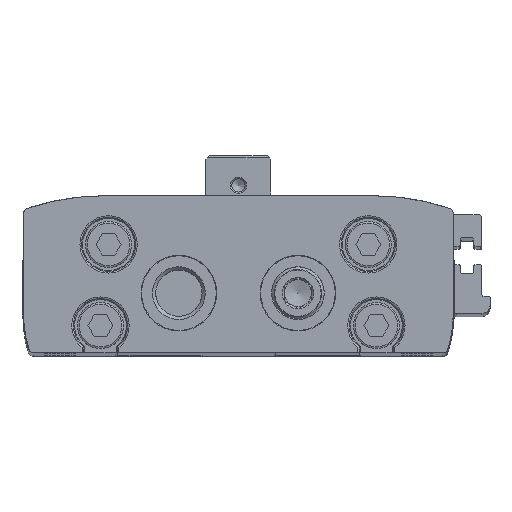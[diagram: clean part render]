
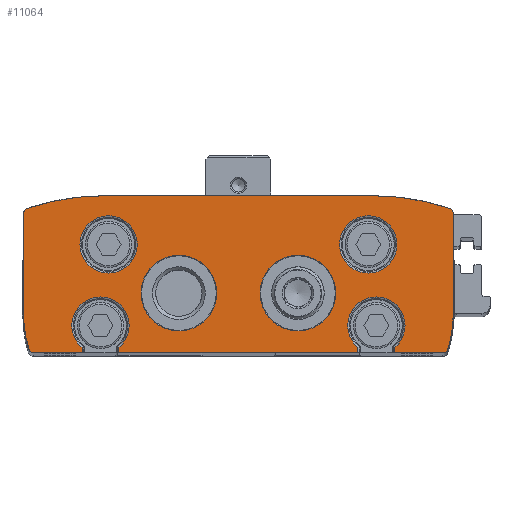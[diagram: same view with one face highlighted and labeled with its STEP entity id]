
A CAD part, top view. The second image highlights one B-rep face of the part: STEP entity #11064.
In plain terms, the highlighted planar face has unit normal (0, 0, 1).
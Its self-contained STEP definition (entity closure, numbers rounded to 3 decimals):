
#551=LINE('',#17110,#1469);
#560=LINE('',#17138,#1478);
#561=LINE('',#17146,#1479);
#570=LINE('',#17174,#1488);
#571=LINE('',#17177,#1489);
#572=LINE('',#17179,#1490);
#573=LINE('',#17185,#1491);
#574=LINE('',#17191,#1492);
#575=LINE('',#17197,#1493);
#576=LINE('',#17203,#1494);
#1469=VECTOR('',#13472,1000.);
#1478=VECTOR('',#13491,1000.);
#1479=VECTOR('',#13494,1000.);
#1488=VECTOR('',#13513,1000.);
#1489=VECTOR('',#13518,1000.);
#1490=VECTOR('',#13521,1000.);
#1491=VECTOR('',#13526,1000.);
#1492=VECTOR('',#13531,1000.);
#1493=VECTOR('',#13536,1000.);
#1494=VECTOR('',#13541,1000.);
#2480=ORIENTED_EDGE('',*,*,#5569,.F.);
#2481=ORIENTED_EDGE('',*,*,#5554,.T.);
#2482=ORIENTED_EDGE('',*,*,#5570,.T.);
#2483=ORIENTED_EDGE('',*,*,#5556,.F.);
#2484=ORIENTED_EDGE('',*,*,#5571,.F.);
#2485=ORIENTED_EDGE('',*,*,#5568,.T.);
#2486=ORIENTED_EDGE('',*,*,#5572,.T.);
#2487=ORIENTED_EDGE('',*,*,#5573,.T.);
#2488=ORIENTED_EDGE('',*,*,#5574,.T.);
#2489=ORIENTED_EDGE('',*,*,#5575,.T.);
#2490=ORIENTED_EDGE('',*,*,#5576,.T.);
#2491=ORIENTED_EDGE('',*,*,#5577,.T.);
#2492=ORIENTED_EDGE('',*,*,#5578,.T.);
#2493=ORIENTED_EDGE('',*,*,#5579,.T.);
#2494=ORIENTED_EDGE('',*,*,#5580,.T.);
#2495=ORIENTED_EDGE('',*,*,#5581,.T.);
#2496=ORIENTED_EDGE('',*,*,#5582,.T.);
#2497=ORIENTED_EDGE('',*,*,#5583,.T.);
#2498=ORIENTED_EDGE('',*,*,#5584,.T.);
#2499=ORIENTED_EDGE('',*,*,#5542,.F.);
#2500=ORIENTED_EDGE('',*,*,#5585,.F.);
#2501=ORIENTED_EDGE('',*,*,#5586,.F.);
#2502=ORIENTED_EDGE('',*,*,#5587,.F.);
#2503=ORIENTED_EDGE('',*,*,#5588,.F.);
#5542=EDGE_CURVE('',#7086,#7088,#551,.T.);
#5554=EDGE_CURVE('',#7096,#7097,#560,.T.);
#5556=EDGE_CURVE('',#7098,#7100,#561,.T.);
#5568=EDGE_CURVE('',#7108,#7109,#570,.T.);
#5569=EDGE_CURVE('',#7096,#7086,#8140,.T.);
#5570=EDGE_CURVE('',#7097,#7100,#571,.T.);
#5571=EDGE_CURVE('',#7108,#7098,#8141,.T.);
#5572=EDGE_CURVE('',#7109,#7110,#572,.T.);
#5573=EDGE_CURVE('',#7110,#7111,#8142,.T.);
#5574=EDGE_CURVE('',#7111,#7112,#8143,.T.);
#5575=EDGE_CURVE('',#7112,#7113,#573,.T.);
#5576=EDGE_CURVE('',#7113,#7114,#8144,.T.);
#5577=EDGE_CURVE('',#7114,#7115,#8145,.T.);
#5578=EDGE_CURVE('',#7115,#7116,#574,.T.);
#5579=EDGE_CURVE('',#7116,#7117,#8146,.T.);
#5580=EDGE_CURVE('',#7117,#7118,#8147,.T.);
#5581=EDGE_CURVE('',#7118,#7119,#575,.T.);
#5582=EDGE_CURVE('',#7119,#7120,#8148,.T.);
#5583=EDGE_CURVE('',#7120,#7121,#8149,.T.);
#5584=EDGE_CURVE('',#7121,#7088,#576,.T.);
#5585=EDGE_CURVE('',#7122,#7122,#8150,.T.);
#5586=EDGE_CURVE('',#7123,#7123,#8151,.T.);
#5587=EDGE_CURVE('',#7124,#7124,#8152,.T.);
#5588=EDGE_CURVE('',#7125,#7125,#8153,.T.);
#7086=VERTEX_POINT('',#17108);
#7088=VERTEX_POINT('',#17111);
#7096=VERTEX_POINT('',#17135);
#7097=VERTEX_POINT('',#17137);
#7098=VERTEX_POINT('',#17144);
#7100=VERTEX_POINT('',#17147);
#7108=VERTEX_POINT('',#17171);
#7109=VERTEX_POINT('',#17173);
#7110=VERTEX_POINT('',#17180);
#7111=VERTEX_POINT('',#17182);
#7112=VERTEX_POINT('',#17184);
#7113=VERTEX_POINT('',#17186);
#7114=VERTEX_POINT('',#17188);
#7115=VERTEX_POINT('',#17190);
#7116=VERTEX_POINT('',#17192);
#7117=VERTEX_POINT('',#17194);
#7118=VERTEX_POINT('',#17196);
#7119=VERTEX_POINT('',#17198);
#7120=VERTEX_POINT('',#17200);
#7121=VERTEX_POINT('',#17202);
#7122=VERTEX_POINT('',#17205);
#7123=VERTEX_POINT('',#17207);
#7124=VERTEX_POINT('',#17209);
#7125=VERTEX_POINT('',#17211);
#8140=CIRCLE('',#12038,5.3);
#8141=CIRCLE('',#12039,5.3);
#8142=CIRCLE('',#12040,1.);
#8143=CIRCLE('',#12041,21.);
#8144=CIRCLE('',#12042,1.);
#8145=CIRCLE('',#12043,45.);
#8146=CIRCLE('',#12044,45.);
#8147=CIRCLE('',#12045,1.);
#8148=CIRCLE('',#12046,21.);
#8149=CIRCLE('',#12047,1.);
#8150=CIRCLE('',#12048,5.3);
#8151=CIRCLE('',#12049,5.3);
#8152=CIRCLE('',#12050,7.);
#8153=CIRCLE('',#12051,7.);
#8722=EDGE_LOOP('',(#2480,#2481,#2482,#2483,#2484,#2485,#2486,#2487,#2488,
#2489,#2490,#2491,#2492,#2493,#2494,#2495,#2496,#2497,#2498,#2499));
#8723=EDGE_LOOP('',(#2500));
#8724=EDGE_LOOP('',(#2501));
#8725=EDGE_LOOP('',(#2502));
#8726=EDGE_LOOP('',(#2503));
#9724=FACE_BOUND('',#8722,.T.);
#9725=FACE_BOUND('',#8723,.T.);
#9726=FACE_BOUND('',#8724,.T.);
#9727=FACE_BOUND('',#8725,.T.);
#9728=FACE_BOUND('',#8726,.T.);
#10706=PLANE('',#12037);
#11064=ADVANCED_FACE('',(#9724,#9725,#9726,#9727,#9728),#10706,.T.);
#12037=AXIS2_PLACEMENT_3D('',#17175,#13514,#13515);
#12038=AXIS2_PLACEMENT_3D('',#17176,#13516,#13517);
#12039=AXIS2_PLACEMENT_3D('',#17178,#13519,#13520);
#12040=AXIS2_PLACEMENT_3D('',#17181,#13522,#13523);
#12041=AXIS2_PLACEMENT_3D('',#17183,#13524,#13525);
#12042=AXIS2_PLACEMENT_3D('',#17187,#13527,#13528);
#12043=AXIS2_PLACEMENT_3D('',#17189,#13529,#13530);
#12044=AXIS2_PLACEMENT_3D('',#17193,#13532,#13533);
#12045=AXIS2_PLACEMENT_3D('',#17195,#13534,#13535);
#12046=AXIS2_PLACEMENT_3D('',#17199,#13537,#13538);
#12047=AXIS2_PLACEMENT_3D('',#17201,#13539,#13540);
#12048=AXIS2_PLACEMENT_3D('',#17204,#13542,#13543);
#12049=AXIS2_PLACEMENT_3D('',#17206,#13544,#13545);
#12050=AXIS2_PLACEMENT_3D('',#17208,#13546,#13547);
#12051=AXIS2_PLACEMENT_3D('',#17210,#13548,#13549);
#13472=DIRECTION('',(0.,-1.,0.));
#13491=DIRECTION('',(0.,-1.,0.));
#13494=DIRECTION('',(0.,-1.,0.));
#13513=DIRECTION('',(0.,-1.,0.));
#13514=DIRECTION('',(0.,0.,1.));
#13515=DIRECTION('',(1.,0.,0.));
#13516=DIRECTION('',(0.,0.,1.));
#13517=DIRECTION('',(1.,0.,0.));
#13518=DIRECTION('',(1.,0.,0.));
#13519=DIRECTION('',(0.,0.,1.));
#13520=DIRECTION('',(1.,0.,0.));
#13521=DIRECTION('',(1.,0.,0.));
#13522=DIRECTION('',(0.,0.,1.));
#13523=DIRECTION('',(1.,0.,0.));
#13524=DIRECTION('',(0.,0.,1.));
#13525=DIRECTION('',(1.,0.,0.));
#13526=DIRECTION('',(0.,1.,0.));
#13527=DIRECTION('',(0.,0.,1.));
#13528=DIRECTION('',(1.,0.,0.));
#13529=DIRECTION('',(0.,0.,1.));
#13530=DIRECTION('',(1.,0.,0.));
#13531=DIRECTION('',(-1.,0.,0.));
#13532=DIRECTION('',(0.,0.,1.));
#13533=DIRECTION('',(1.,0.,0.));
#13534=DIRECTION('',(0.,0.,1.));
#13535=DIRECTION('',(1.,0.,0.));
#13536=DIRECTION('',(0.,-1.,0.));
#13537=DIRECTION('',(0.,0.,1.));
#13538=DIRECTION('',(1.,0.,0.));
#13539=DIRECTION('',(0.,0.,1.));
#13540=DIRECTION('',(1.,0.,0.));
#13541=DIRECTION('',(1.,0.,0.));
#13542=DIRECTION('',(0.,0.,1.));
#13543=DIRECTION('',(1.,0.,0.));
#13544=DIRECTION('',(0.,0.,1.));
#13545=DIRECTION('',(1.,0.,0.));
#13546=DIRECTION('',(0.,0.,1.));
#13547=DIRECTION('',(1.,0.,0.));
#13548=DIRECTION('',(0.,0.,1.));
#13549=DIRECTION('',(1.,0.,0.));
#17108=CARTESIAN_POINT('',(-28.9,0.934,200.));
#17110=CARTESIAN_POINT('',(-28.9,5.,200.));
#17111=CARTESIAN_POINT('',(-28.9,0.,200.));
#17135=CARTESIAN_POINT('',(-22.1,0.934,200.));
#17137=CARTESIAN_POINT('',(-22.1,0.,200.));
#17138=CARTESIAN_POINT('',(-22.1,5.,200.));
#17144=CARTESIAN_POINT('',(22.1,0.934,200.));
#17146=CARTESIAN_POINT('',(22.1,5.,200.));
#17147=CARTESIAN_POINT('',(22.1,0.,200.));
#17171=CARTESIAN_POINT('',(28.9,0.934,200.));
#17173=CARTESIAN_POINT('',(28.9,0.,200.));
#17174=CARTESIAN_POINT('',(28.9,5.,200.));
#17175=CARTESIAN_POINT('',(-18.7,7.,200.));
#17176=CARTESIAN_POINT('',(-25.5,5.,200.));
#17177=CARTESIAN_POINT('',(-37.779,0.,200.));
#17178=CARTESIAN_POINT('',(25.5,5.,200.));
#17179=CARTESIAN_POINT('',(-37.779,0.,200.));
#17180=CARTESIAN_POINT('',(37.779,0.,200.));
#17181=CARTESIAN_POINT('',(37.779,1.,200.));
#17182=CARTESIAN_POINT('',(38.733,0.7,200.));
#17183=CARTESIAN_POINT('',(18.7,7.,200.));
#17184=CARTESIAN_POINT('',(39.7,7.,200.));
#17185=CARTESIAN_POINT('',(39.7,7.,200.));
#17186=CARTESIAN_POINT('',(39.7,25.713,200.));
#17187=CARTESIAN_POINT('',(38.7,25.713,200.));
#17188=CARTESIAN_POINT('',(39.018,26.661,200.));
#17189=CARTESIAN_POINT('',(24.7,-16.,200.));
#17190=CARTESIAN_POINT('',(24.7,29.,200.));
#17191=CARTESIAN_POINT('',(24.7,29.,200.));
#17192=CARTESIAN_POINT('',(-24.7,29.,200.));
#17193=CARTESIAN_POINT('',(-24.7,-16.,200.));
#17194=CARTESIAN_POINT('',(-39.018,26.661,200.));
#17195=CARTESIAN_POINT('',(-38.7,25.713,200.));
#17196=CARTESIAN_POINT('',(-39.7,25.713,200.));
#17197=CARTESIAN_POINT('',(-39.7,25.713,200.));
#17198=CARTESIAN_POINT('',(-39.7,7.,200.));
#17199=CARTESIAN_POINT('',(-18.7,7.,200.));
#17200=CARTESIAN_POINT('',(-38.733,0.7,200.));
#17201=CARTESIAN_POINT('',(-37.779,1.,200.));
#17202=CARTESIAN_POINT('',(-37.779,0.,200.));
#17203=CARTESIAN_POINT('',(-37.779,0.,200.));
#17204=CARTESIAN_POINT('',(-24.,20.,200.));
#17205=CARTESIAN_POINT('',(-18.7,20.,200.));
#17206=CARTESIAN_POINT('',(24.,20.,200.));
#17207=CARTESIAN_POINT('',(29.3,20.,200.));
#17208=CARTESIAN_POINT('',(-11.,11.,200.));
#17209=CARTESIAN_POINT('',(-4.,11.,200.));
#17210=CARTESIAN_POINT('',(11.,11.,200.));
#17211=CARTESIAN_POINT('',(18.,11.,200.));
